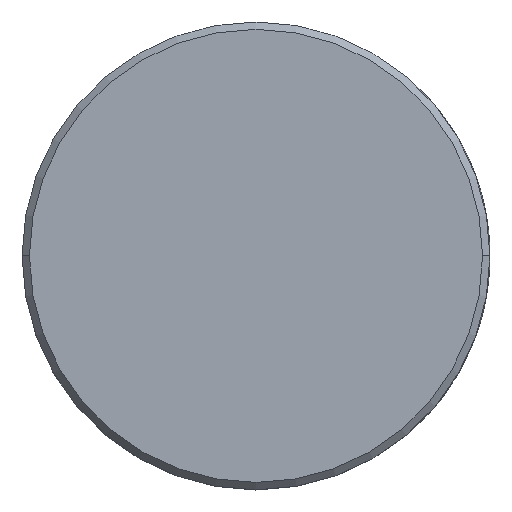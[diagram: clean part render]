
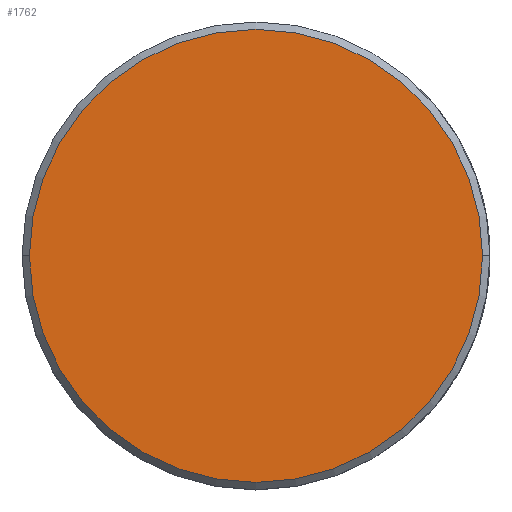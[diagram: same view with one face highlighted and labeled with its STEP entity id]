
A CAD part, top view. The second image highlights one B-rep face of the part: STEP entity #1762.
In plain terms, the highlighted planar face has unit normal (0, 0, 1).
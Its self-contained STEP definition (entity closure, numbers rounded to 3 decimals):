
#304 = VERTEX_POINT ( 'NONE', #2062 ) ;
#318 = EDGE_LOOP ( 'NONE', ( #537, #735 ) ) ;
#367 = CIRCLE ( 'NONE', #570, 6.15 ) ;
#512 = CARTESIAN_POINT ( 'NONE',  ( -6.15, 0., 1.6 ) ) ;
#537 = ORIENTED_EDGE ( 'NONE', *, *, #629, .T. ) ;
#570 = AXIS2_PLACEMENT_3D ( 'NONE', #1526, #1275, #1007 ) ;
#629 = EDGE_CURVE ( 'NONE', #1859, #304, #824, .T. ) ;
#722 = DIRECTION ( 'NONE',  ( 1., 0., 0. ) ) ;
#734 = FACE_OUTER_BOUND ( 'NONE', #318, .T. ) ;
#735 = ORIENTED_EDGE ( 'NONE', *, *, #1336, .T. ) ;
#824 = CIRCLE ( 'NONE', #1589, 6.15 ) ;
#979 = DIRECTION ( 'NONE',  ( 0., 0., 1. ) ) ;
#1007 = DIRECTION ( 'NONE',  ( 1., 0., 0. ) ) ;
#1249 = CARTESIAN_POINT ( 'NONE',  ( 0., 0., 1.6 ) ) ;
#1275 = DIRECTION ( 'NONE',  ( 0., 0., 1. ) ) ;
#1336 = EDGE_CURVE ( 'NONE', #304, #1859, #367, .T. ) ;
#1500 = PLANE ( 'NONE',  #1630 ) ;
#1526 = CARTESIAN_POINT ( 'NONE',  ( 0., 0., 1.6 ) ) ;
#1589 = AXIS2_PLACEMENT_3D ( 'NONE', #2274, #2025, #1757 ) ;
#1630 = AXIS2_PLACEMENT_3D ( 'NONE', #1249, #979, #722 ) ;
#1757 = DIRECTION ( 'NONE',  ( 1., 0., 0. ) ) ;
#1762 = ADVANCED_FACE ( 'NONE', ( #734 ), #1500, .T. ) ;
#1859 = VERTEX_POINT ( 'NONE', #512 ) ;
#2025 = DIRECTION ( 'NONE',  ( 0., 0., 1. ) ) ;
#2062 = CARTESIAN_POINT ( 'NONE',  ( 6.15, 0., 1.6 ) ) ;
#2274 = CARTESIAN_POINT ( 'NONE',  ( 0., 0., 1.6 ) ) ;
